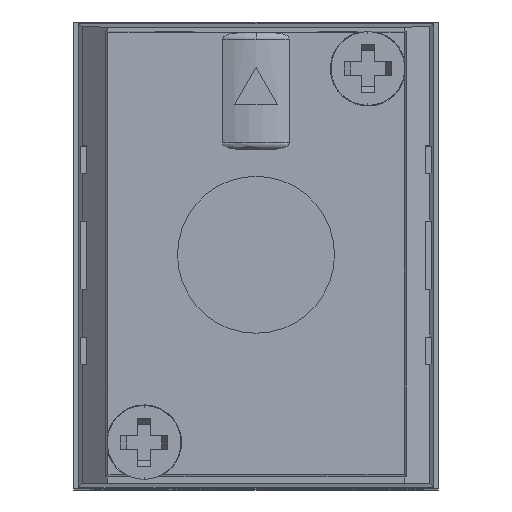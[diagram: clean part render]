
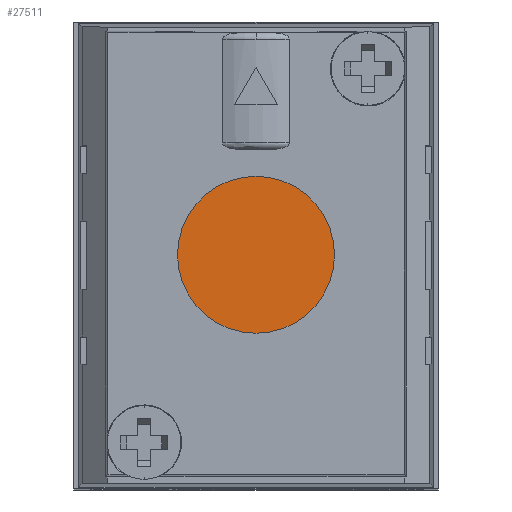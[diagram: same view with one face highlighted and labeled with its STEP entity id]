
A CAD part, top view. The second image highlights one B-rep face of the part: STEP entity #27511.
In plain terms, the highlighted face is planar.
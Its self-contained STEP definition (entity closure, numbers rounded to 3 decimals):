
#943 = EDGE_CURVE ( 'NONE', #29548, #29547, #20446, .T. ) ;
#1523 = ORIENTED_EDGE ( 'NONE', *, *, #943, .T. ) ;
#1524 = ORIENTED_EDGE ( 'NONE', *, *, #18038, .T. ) ;
#7670 = CARTESIAN_POINT ( 'NONE',  ( 0., 0., -12.5 ) ) ;
#7671 = DIRECTION ( 'NONE',  ( 0., 0., -1. ) ) ;
#7672 = DIRECTION ( 'NONE',  ( -1., 0., 0. ) ) ;
#8731 = CIRCLE ( 'NONE', #13224, 5.75 ) ;
#10129 = CARTESIAN_POINT ( 'NONE',  ( 5.75, 0., -12.5 ) ) ;
#10130 = CARTESIAN_POINT ( 'NONE',  ( -5.75, 0., -12.5 ) ) ;
#12920 = AXIS2_PLACEMENT_3D ( 'NONE', #14676, #14677, #14678 ) ;
#13224 = AXIS2_PLACEMENT_3D ( 'NONE', #7670, #7671, #7672 ) ;
#13767 = AXIS2_PLACEMENT_3D ( 'NONE', #16679, #16680, #16681 ) ;
#14676 = CARTESIAN_POINT ( 'NONE',  ( 0., 0., -12.5 ) ) ;
#14677 = DIRECTION ( 'NONE',  ( 0., 0., -1. ) ) ;
#14678 = DIRECTION ( 'NONE',  ( -1., 0., 0. ) ) ;
#16678 = PLANE ( 'NONE',  #13767 ) ;
#16679 = CARTESIAN_POINT ( 'NONE',  ( 0., 0., -12.5 ) ) ;
#16680 = DIRECTION ( 'NONE',  ( 0., 0., -1. ) ) ;
#16681 = DIRECTION ( 'NONE',  ( -1., 0., 0. ) ) ;
#18038 = EDGE_CURVE ( 'NONE', #29547, #29548, #8731, .T. ) ;
#20446 = CIRCLE ( 'NONE', #12920, 5.75 ) ;
#21687 = EDGE_LOOP ( 'NONE', ( #1523, #1524 ) ) ;
#27511 = ADVANCED_FACE ( 'NONE', ( #28798 ), #16678, .T. ) ;
#28798 = FACE_OUTER_BOUND ( 'NONE', #21687, .T. ) ;
#29547 = VERTEX_POINT ( 'NONE', #10129 ) ;
#29548 = VERTEX_POINT ( 'NONE', #10130 ) ;
